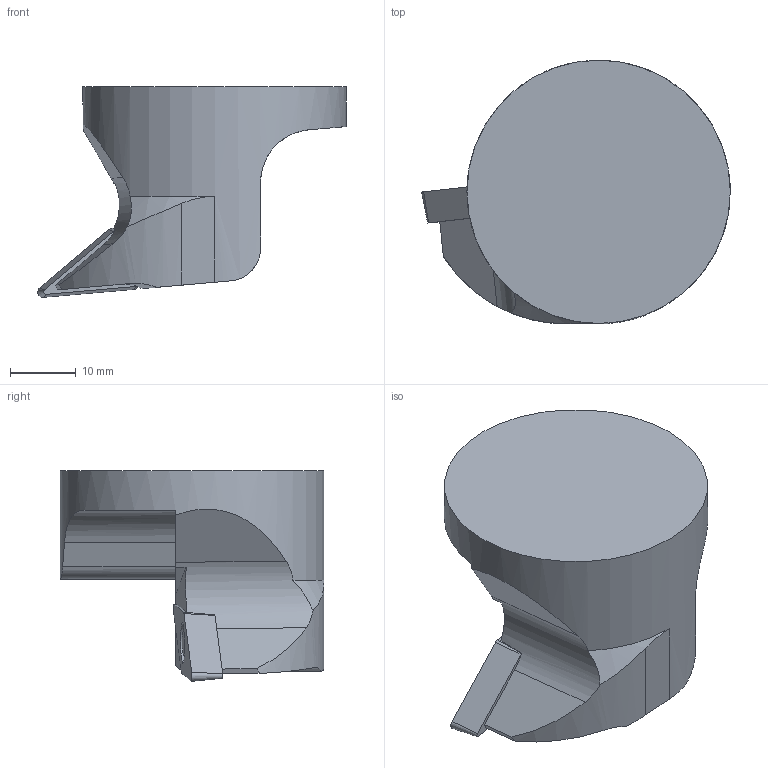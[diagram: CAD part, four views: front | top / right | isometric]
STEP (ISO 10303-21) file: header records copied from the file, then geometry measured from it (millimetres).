
FILE_DESCRIPTION(/* description */ (''),/* implementation_level */ '2;1');
FILE_NAME(/* name */ '1642486439582.stp',/* time_stamp */ '2022-01-18T11:44:17+05:00',/* author */ (''),/* organization */ ('SMS'),/* preprocessor_version */ 'ST-DEVELOPER v16.7',/* originating_system */ 'SIEMENS PLM Software NX 12.0',/* authorisation */ '');
FILE_SCHEMA (('AUTOMOTIVE_DESIGN { 1 0 10303 214 3 1 1 1 }'));
Length unit declared in the file: millimetre
Products named in the file (4): IsoTurningInsert; ASSEMBLY_CONSTRUCTION; 201795450mod000_01; 201795448mod000_01
Assembly tree (3 placements, depth 2):
  201795448mod000_01
    201795450mod000_01
    ASSEMBLY_CONSTRUCTION
    IsoTurningInsert
Bounding box: 46.87 x 40 x 32 mm (x, y, z)
Volume: 21729.6 mm3; surface area: 6318.6 mm2
Topology: 2 solids, 2 shells, 56 faces, 149 edges, 107 vertices
Faces by surface type: plane 28, cylinder 13, cone 10, torus 4, sphere 1
Full cylindrical faces by diameter (mm): 4.4 x2, 5.25 x1, 40 x1
Entity records: 1965 total; most frequent: CARTESIAN_POINT 435, DIRECTION 302, ORIENTED_EDGE 262, EDGE_CURVE 131, AXIS2_PLACEMENT_3D 118, VERTEX_POINT 92, EDGE_LOOP 71, LINE 66
